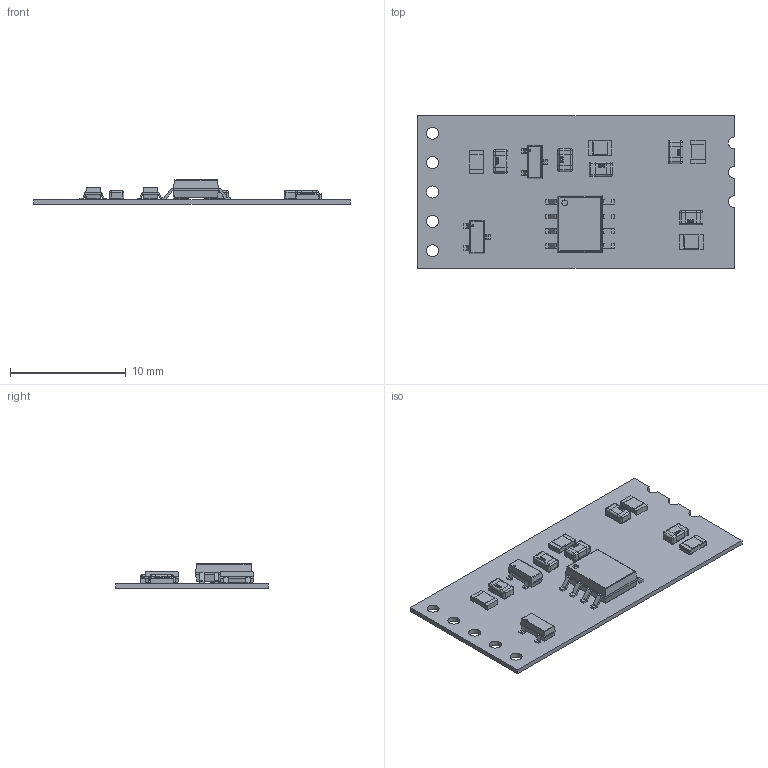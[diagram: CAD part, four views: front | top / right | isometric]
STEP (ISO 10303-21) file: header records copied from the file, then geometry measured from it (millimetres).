
FILE_DESCRIPTION(('Open CASCADE Model'),'2;1');
FILE_NAME('Open CASCADE Shape Model','2024-02-23T12:12:01',('Author'),( 'Open CASCADE'),'Open CASCADE STEP processor 6.8','Open CASCADE 6.8' ,'Unknown');
FILE_SCHEMA(('AUTOMOTIVE_DESIGN { 1 0 10303 214 1 1 1 1 }'));
Products named in the file (1): PCB
Bounding box: 27.4 x 13.2 x 2.16 mm (x, y, z)
Volume: 184.1 mm3; surface area: 944.5 mm2
Topology: 18 solids, 644 shells, 897 faces, 3628 edges, 3356 vertices
Faces by surface type: plane 505, cylinder 177, bspline 175, sphere 40
Full cylindrical faces by diameter (mm): 0.163 x2, 0.487 x1, 1.04 x5
Entity records: 57171 total; most frequent: CARTESIAN_POINT 24517, DIRECTION 4784, ORIENTED_EDGE 4236, EDGE_CURVE 3588, VERTEX_POINT 3356, LINE 2438, VECTOR 2438, AXIS2_PLACEMENT_3D 1173
